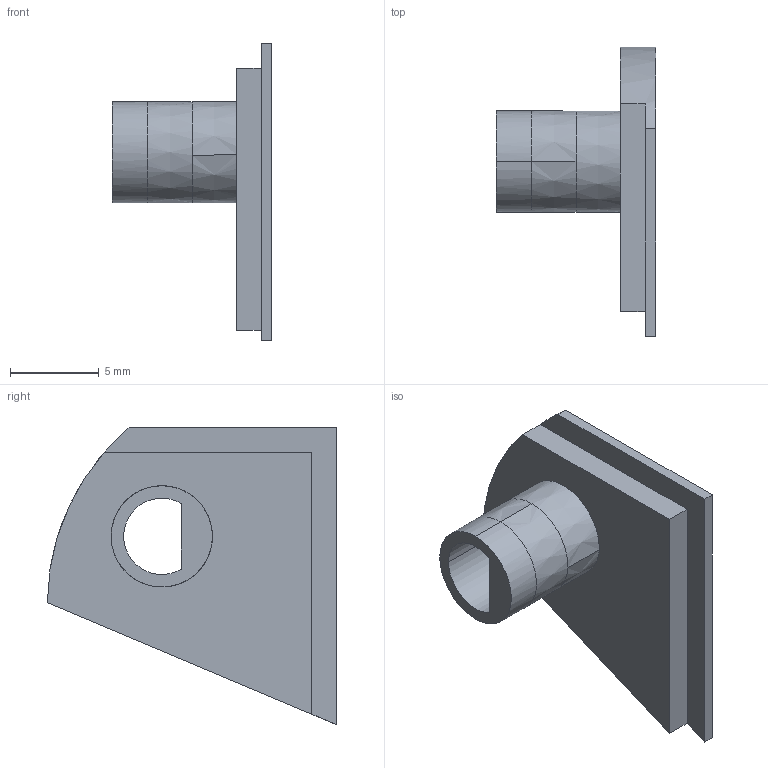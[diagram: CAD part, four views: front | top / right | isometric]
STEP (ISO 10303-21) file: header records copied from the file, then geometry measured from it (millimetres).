
FILE_DESCRIPTION (( 'STEP AP203' ), '1' );
FILE_NAME ('IP - P PivotTH R.STEP', '2017-08-02T03:23:56', ( '' ), ( '' ), 'SwSTEP 2.0', 'SolidWorks 2016', '' );
FILE_SCHEMA (( 'CONFIG_CONTROL_DESIGN' ));
Length unit declared in the file: millimetre
Products named in the file (1): IP - P PivotTH R
Bounding box: 9 x 16.3 x 16.75 mm (x, y, z)
Volume: 424.5 mm3; surface area: 729.4 mm2
Topology: 1 solids, 1 shells, 19 faces, 46 edges, 30 vertices
Faces by surface type: plane 10, cylinder 5, bspline 4
Entity records: 1042 total; most frequent: CARTESIAN_POINT 528, ORIENTED_EDGE 92, DIRECTION 83, EDGE_CURVE 46, VERTEX_POINT 30, AXIS2_PLACEMENT_3D 29, VECTOR 25, LINE 25
